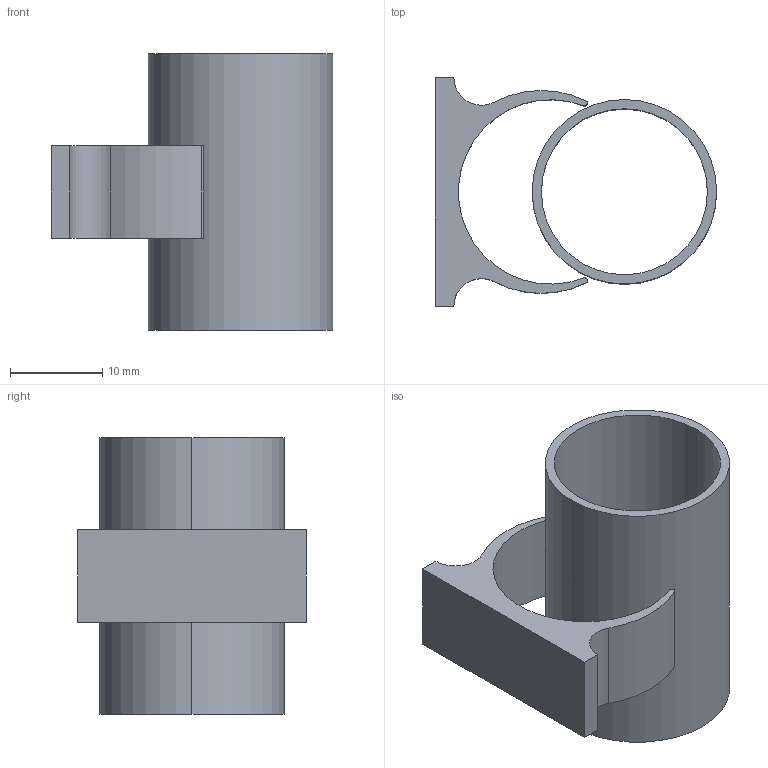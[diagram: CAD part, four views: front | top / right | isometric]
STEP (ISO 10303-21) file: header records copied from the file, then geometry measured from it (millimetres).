
FILE_DESCRIPTION (( 'STEP AP214' ), '1' );
FILE_NAME ('Contact.STEP', '2020-05-10T15:35:27', ( '' ), ( '' ), 'SwSTEP 2.0', 'SolidWorks 2019', '' );
FILE_SCHEMA (( 'AUTOMOTIVE_DESIGN' ));
Length unit declared in the file: millimetre
Products named in the file (3): Contact; Cev; Nosilec_cevi
Assembly tree (2 placements, depth 2):
  Contact
    Nosilec_cevi
    Cev
Bounding box: 30.5 x 24.8 x 30 mm (x, y, z)
Volume: 2946.9 mm3; surface area: 4955.5 mm2
Topology: 2 solids, 2 shells, 20 faces, 48 edges, 32 vertices
Faces by surface type: cylinder 13, plane 7
Entity records: 712 total; most frequent: DIRECTION 124, CARTESIAN_POINT 105, ORIENTED_EDGE 96, AXIS2_PLACEMENT_3D 51, EDGE_CURVE 48, VERTEX_POINT 32, CIRCLE 26, LINE 22
